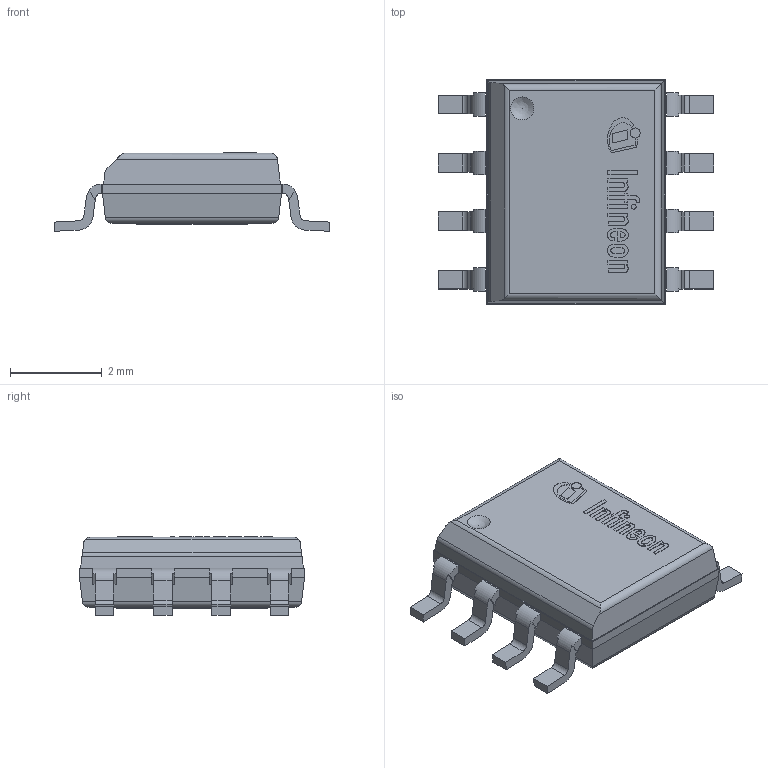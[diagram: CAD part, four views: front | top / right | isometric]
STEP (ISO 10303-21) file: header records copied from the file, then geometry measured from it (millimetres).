
FILE_DESCRIPTION(/* description */ (''),/* implementation_level */ '2;1');
FILE_NAME(/* name */ 'PG-DSO-8-900_Z8B00194474_V02_3D.stp',/* time_stamp */ '2021-09-17T20:31:11+05:00',/* author */ ('janartha'),/* organization */ (''),/* preprocessor_version */ 'ST-DEVELOPER v16.13',/* originating_system */ 'AutoCAD Mechanical',/* authorisation */ '');
FILE_SCHEMA (('AUTOMOTIVE_DESIGN { 1 0 10303 214 3 1 1 }'));
Length unit declared in the file: millimetre
Products named in the file (1): Product
Bounding box: 6 x 4.9 x 1.71 mm (x, y, z)
Volume: 28.9 mm3; surface area: 171.2 mm2
Topology: 25 solids, 25 shells, 328 faces, 802 edges, 522 vertices
Faces by surface type: plane 260, cylinder 47, bspline 21
Full cylindrical faces by diameter (mm): 0.107 x1, 0.219 x1, 0.5 x2
Entity records: 9740 total; most frequent: CARTESIAN_POINT 2100, ORIENTED_EDGE 1590, DIRECTION 1479, EDGE_CURVE 795, LINE 649, VECTOR 649, VERTEX_POINT 522, AXIS2_PLACEMENT_3D 415
